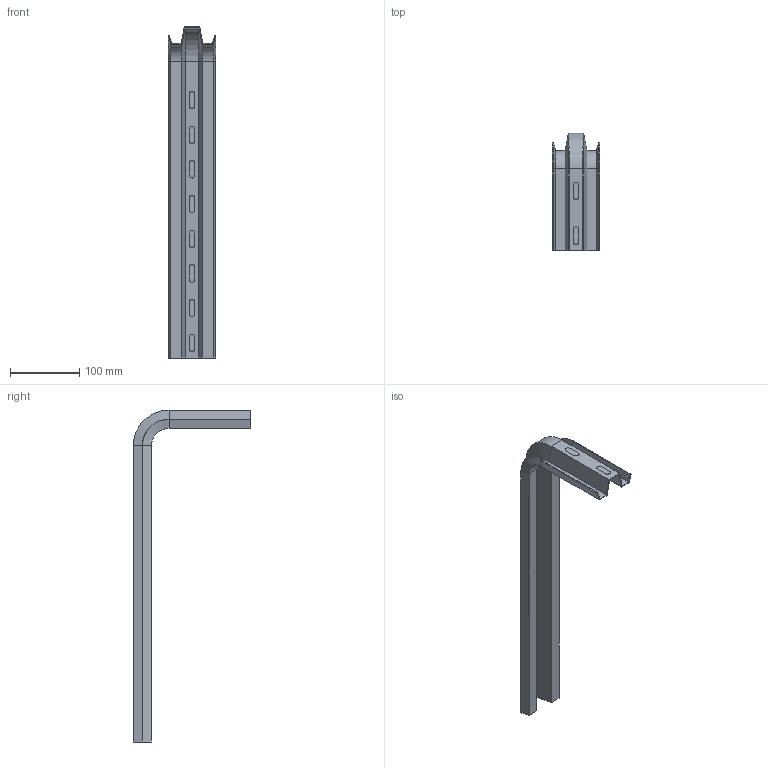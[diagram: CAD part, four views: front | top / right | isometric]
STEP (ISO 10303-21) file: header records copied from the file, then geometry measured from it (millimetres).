
FILE_DESCRIPTION(/* description */ (''),/* implementation_level */ '2;1');
FILE_NAME(/* name */ '556600.stp',/* time_stamp */ '2025-12-05T09:48:53+01:00',/* author */ ('mael.lecharpentier'),/* organization */ (''),/* preprocessor_version */ 'ST-DEVELOPER v20',/* originating_system */ 'AutoCAD Mechanical',/* authorisation */ '');
FILE_SCHEMA (('AUTOMOTIVE_DESIGN { 1 0 10303 214 3 1 1 }'));
Length unit declared in the file: millimetre
Products named in the file (1): Product
Bounding box: 68.09 x 169.7 x 478.7 mm (x, y, z)
Volume: 114309.9 mm3; surface area: 158546.4 mm2
Topology: 1 solids, 21 shells, 70 faces, 192 edges, 144 vertices
Faces by surface type: plane 54, cone 10, cylinder 6
Entity records: 2273 total; most frequent: CARTESIAN_POINT 407, DIRECTION 390, ORIENTED_EDGE 304, EDGE_CURVE 192, VERTEX_POINT 144, LINE 136, VECTOR 136, AXIS2_PLACEMENT_3D 127
